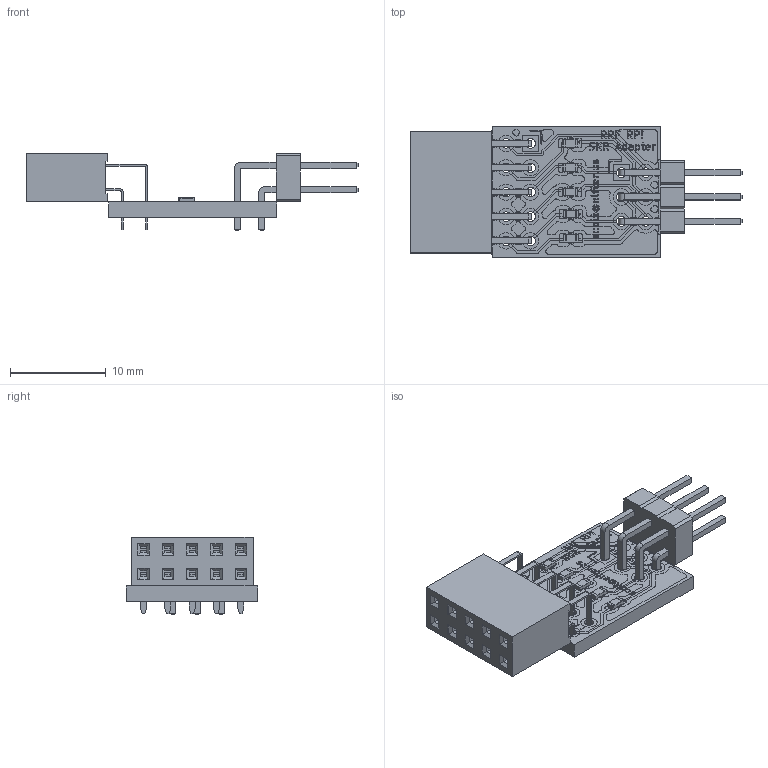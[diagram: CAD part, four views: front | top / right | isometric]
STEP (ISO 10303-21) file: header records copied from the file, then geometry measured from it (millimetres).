
FILE_DESCRIPTION(('FreeCAD Model'),'2;1');
FILE_NAME('Open CASCADE Shape Model','2022-08-19T23:12:57',(''),(''), 'Open CASCADE STEP processor 7.5','FreeCAD','Unknown');
FILE_SCHEMA(('AUTOMOTIVE_DESIGN { 1 0 10303 214 1 1 1 1 }'));
Length unit declared in the file: millimetre
Products named in the file (14): rrf_rpi_skr_adapter; Board_Geoms_c4a0; Pcb_c4a0; topPads_c4a0; topTracks_c4a0; topZones_c4a0; botPads_c4a0; botZones_c4a0; topSilks_d746; Step_Models_c4a0; Top_c4a0; R5_R_0603_1608Metric_efb6d9ae4d17; J2_PinSocket_2x05_P254mm_Horizontal_7ad49dfecfbd; J1_PinHeader_2x03_P254mm_Horizontal_a65a8578a4f9
Assembly tree (17 placements, depth 4):
  rrf_rpi_skr_adapter
    Board_Geoms_c4a0
      Pcb_c4a0
      topPads_c4a0
      topTracks_c4a0
      topZones_c4a0
      botPads_c4a0
      botZones_c4a0
      topSilks_d746
    Step_Models_c4a0
      Top_c4a0
        R5_R_0603_1608Metric_efb6d9ae4d17  x5
        J2_PinSocket_2x05_P254mm_Horizontal_7ad49dfecfbd
        J1_PinHeader_2x03_P254mm_Horizontal_a65a8578a4f9
Bounding box: 34.63 x 13.72 x 8.08 mm (x, y, z)
Volume: 1022.1 mm3; surface area: 2036.8 mm2
Topology: 8 solids, 163 shells, 815 faces, 7707 edges, 7068 vertices
Faces by surface type: plane 733, cylinder 82
Full cylindrical faces by diameter (mm): 1 x16
Entity records: 72233 total; most frequent: CARTESIAN_POINT 15095, DIRECTION 9363, ORIENTED_EDGE 8862, EDGE_CURVE 7436, LINE 6967, VECTOR 6967, VERTEX_POINT 6930, AXIS2_PLACEMENT_3D 1198
